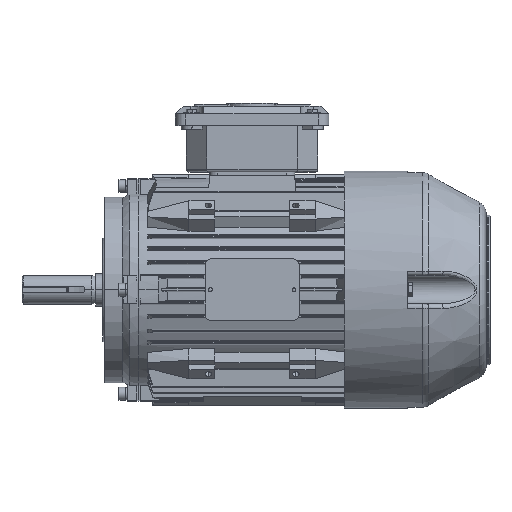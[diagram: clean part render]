
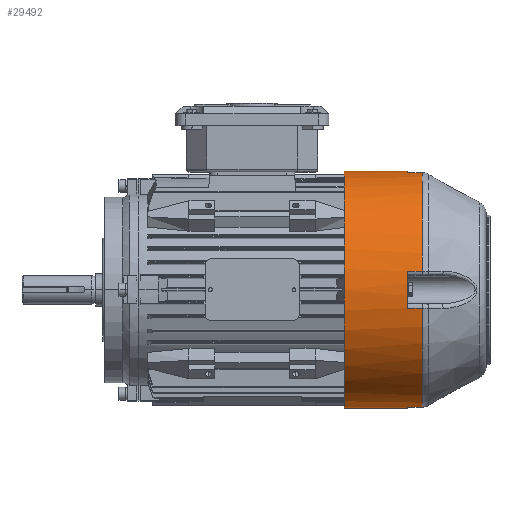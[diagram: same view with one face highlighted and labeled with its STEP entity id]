
A CAD part, top view. The second image highlights one B-rep face of the part: STEP entity #29492.
In plain terms, the highlighted cylindrical face has radius 92 mm (diameter 184 mm), a partial arc.
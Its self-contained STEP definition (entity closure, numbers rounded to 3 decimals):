
#29428 = EDGE_CURVE ( 'NONE', #29475, #29430, #84403, .T. ) ;
#29430 = VERTEX_POINT ( 'NONE', #84398 ) ;
#29432 = ORIENTED_EDGE ( 'NONE', *, *, #29435, .T. ) ;
#29435 = EDGE_CURVE ( 'NONE', #29430, #29437, #84397, .T. ) ;
#29437 = VERTEX_POINT ( 'NONE', #84393 ) ;
#29439 = ORIENTED_EDGE ( 'NONE', *, *, #29440, .T. ) ;
#29440 = EDGE_CURVE ( 'NONE', #29437, #29441, #84392, .T. ) ;
#29441 = VERTEX_POINT ( 'NONE', #84387 ) ;
#29442 = ORIENTED_EDGE ( 'NONE', *, *, #29444, .T. ) ;
#29444 = EDGE_CURVE ( 'NONE', #29441, #29446, #84386, .T. ) ;
#29446 = VERTEX_POINT ( 'NONE', #84382 ) ;
#29448 = ORIENTED_EDGE ( 'NONE', *, *, #29450, .T. ) ;
#29450 = EDGE_CURVE ( 'NONE', #29446, #29453, #84443, .T. ) ;
#29453 = VERTEX_POINT ( 'NONE', #84438 ) ;
#29454 = ORIENTED_EDGE ( 'NONE', *, *, #29543, .T. ) ;
#29455 = VERTEX_POINT ( 'NONE', #84437 ) ;
#29456 = ORIENTED_EDGE ( 'NONE', *, *, #29457, .F. ) ;
#29457 = EDGE_CURVE ( 'NONE', #29459, #29455, #84436, .T. ) ;
#29459 = VERTEX_POINT ( 'NONE', #84431 ) ;
#29461 = ORIENTED_EDGE ( 'NONE', *, *, #29464, .F. ) ;
#29464 = EDGE_CURVE ( 'NONE', #29465, #29459, #84430, .T. ) ;
#29465 = VERTEX_POINT ( 'NONE', #84426 ) ;
#29466 = ORIENTED_EDGE ( 'NONE', *, *, #29467, .T. ) ;
#29467 = EDGE_CURVE ( 'NONE', #29465, #29468, #84425, .T. ) ;
#29468 = VERTEX_POINT ( 'NONE', #84420 ) ;
#29470 = ORIENTED_EDGE ( 'NONE', *, *, #29472, .T. ) ;
#29472 = EDGE_CURVE ( 'NONE', #29468, #29475, #84419, .T. ) ;
#29475 = VERTEX_POINT ( 'NONE', #84415 ) ;
#29477 = ORIENTED_EDGE ( 'NONE', *, *, #29428, .T. ) ;
#29492 = ADVANCED_FACE ( 'NONE', ( #84504 ), #84502, .T. ) ;
#29493 = EDGE_LOOP ( 'NONE', ( #29494, #29498, #29456, #29461, #29466, #29470, #29477, #29432, #29439, #29442, #29448, #29454 ) ) ;
#29494 = ORIENTED_EDGE ( 'NONE', *, *, #29495, .T. ) ;
#29495 = EDGE_CURVE ( 'NONE', #29496, #29497, #84503, .T. ) ;
#29496 = VERTEX_POINT ( 'NONE', #84493 ) ;
#29497 = VERTEX_POINT ( 'NONE', #84492 ) ;
#29498 = ORIENTED_EDGE ( 'NONE', *, *, #29499, .T. ) ;
#29499 = EDGE_CURVE ( 'NONE', #29497, #29455, #84491, .T. ) ;
#29543 = EDGE_CURVE ( 'NONE', #29453, #29496, #84593, .T. ) ;
#84382 = CARTESIAN_POINT ( 'NONE',  ( 60.555, 90.855, -14.472 ) ) ;
#84383 = DIRECTION ( 'NONE',  ( 1., 0., 0. ) ) ;
#84384 = VECTOR ( 'NONE', #84383, 1000. ) ;
#84385 = CARTESIAN_POINT ( 'NONE',  ( 0., 90.855, -14.472 ) ) ;
#84386 = LINE ( 'NONE', #84385, #84384 ) ;
#84387 = CARTESIAN_POINT ( 'NONE',  ( 49., 90.855, -14.472 ) ) ;
#84388 = DIRECTION ( 'NONE',  ( 0., 0., 1. ) ) ;
#84389 = DIRECTION ( 'NONE',  ( -1., 0., 0. ) ) ;
#84390 = CARTESIAN_POINT ( 'NONE',  ( 49., 0., 0. ) ) ;
#84391 = AXIS2_PLACEMENT_3D ( 'NONE', #84390, #84389, #84388 ) ;
#84392 = CIRCLE ( 'NONE', #84391, 92. ) ;
#84393 = CARTESIAN_POINT ( 'NONE',  ( 49., 90.855, 14.472 ) ) ;
#84394 = DIRECTION ( 'NONE',  ( -1., 0., 0. ) ) ;
#84395 = VECTOR ( 'NONE', #84394, 1000. ) ;
#84396 = CARTESIAN_POINT ( 'NONE',  ( 0., 90.855, 14.472 ) ) ;
#84397 = LINE ( 'NONE', #84396, #84395 ) ;
#84398 = CARTESIAN_POINT ( 'NONE',  ( 60.555, 90.855, 14.472 ) ) ;
#84399 = DIRECTION ( 'NONE',  ( 0., 0., 1. ) ) ;
#84400 = DIRECTION ( 'NONE',  ( -1., 0., 0. ) ) ;
#84401 = CARTESIAN_POINT ( 'NONE',  ( 60.555, 0., 0. ) ) ;
#84402 = AXIS2_PLACEMENT_3D ( 'NONE', #84401, #84400, #84399 ) ;
#84403 = CIRCLE ( 'NONE', #84402, 92. ) ;
#84415 = CARTESIAN_POINT ( 'NONE',  ( 60.555, 14.472, 90.855 ) ) ;
#84416 = DIRECTION ( 'NONE',  ( 1., 0., 0. ) ) ;
#84417 = VECTOR ( 'NONE', #84416, 1000. ) ;
#84418 = CARTESIAN_POINT ( 'NONE',  ( 0., 14.472, 90.855 ) ) ;
#84419 = LINE ( 'NONE', #84418, #84417 ) ;
#84420 = CARTESIAN_POINT ( 'NONE',  ( 49., 14.472, 90.855 ) ) ;
#84421 = DIRECTION ( 'NONE',  ( 0., 0., 1. ) ) ;
#84422 = DIRECTION ( 'NONE',  ( -1., 0., 0. ) ) ;
#84423 = CARTESIAN_POINT ( 'NONE',  ( 49., 0., 0. ) ) ;
#84424 = AXIS2_PLACEMENT_3D ( 'NONE', #84423, #84422, #84421 ) ;
#84425 = CIRCLE ( 'NONE', #84424, 92. ) ;
#84426 = CARTESIAN_POINT ( 'NONE',  ( 49., 0., 92. ) ) ;
#84427 = DIRECTION ( 'NONE',  ( -1., 0., 0. ) ) ;
#84428 = VECTOR ( 'NONE', #84427, 1000. ) ;
#84429 = CARTESIAN_POINT ( 'NONE',  ( 0., 0., 92. ) ) ;
#84430 = LINE ( 'NONE', #84429, #84428 ) ;
#84431 = CARTESIAN_POINT ( 'NONE',  ( 0., 0., 92. ) ) ;
#84432 = DIRECTION ( 'NONE',  ( 0., 0., 1. ) ) ;
#84433 = DIRECTION ( 'NONE',  ( -1., 0., 0. ) ) ;
#84434 = CARTESIAN_POINT ( 'NONE',  ( 0., 0., 0. ) ) ;
#84435 = AXIS2_PLACEMENT_3D ( 'NONE', #84434, #84433, #84432 ) ;
#84436 = CIRCLE ( 'NONE', #84435, 92. ) ;
#84437 = CARTESIAN_POINT ( 'NONE',  ( 0., 0., -92. ) ) ;
#84438 = CARTESIAN_POINT ( 'NONE',  ( 60.555, 14.472, -90.855 ) ) ;
#84439 = DIRECTION ( 'NONE',  ( 0., 0., 1. ) ) ;
#84440 = DIRECTION ( 'NONE',  ( -1., 0., 0. ) ) ;
#84441 = CARTESIAN_POINT ( 'NONE',  ( 60.555, 0., 0. ) ) ;
#84442 = AXIS2_PLACEMENT_3D ( 'NONE', #84441, #84440, #84439 ) ;
#84443 = CIRCLE ( 'NONE', #84442, 92. ) ;
#84488 = DIRECTION ( 'NONE',  ( -1., 0., 0. ) ) ;
#84489 = VECTOR ( 'NONE', #84488, 1000. ) ;
#84490 = CARTESIAN_POINT ( 'NONE',  ( 0., 0., -92. ) ) ;
#84491 = LINE ( 'NONE', #84490, #84489 ) ;
#84492 = CARTESIAN_POINT ( 'NONE',  ( 49., 0., -92. ) ) ;
#84493 = CARTESIAN_POINT ( 'NONE',  ( 49., 14.472, -90.855 ) ) ;
#84494 = DIRECTION ( 'NONE',  ( 0., 0., 1. ) ) ;
#84495 = DIRECTION ( 'NONE',  ( -1., 0., 0. ) ) ;
#84496 = CARTESIAN_POINT ( 'NONE',  ( 49., 0., 0. ) ) ;
#84497 = AXIS2_PLACEMENT_3D ( 'NONE', #84496, #84495, #84494 ) ;
#84498 = DIRECTION ( 'NONE',  ( 0., 0., 1. ) ) ;
#84499 = DIRECTION ( 'NONE',  ( -1., 0., 0. ) ) ;
#84500 = CARTESIAN_POINT ( 'NONE',  ( 0., 0., 0. ) ) ;
#84501 = AXIS2_PLACEMENT_3D ( 'NONE', #84500, #84499, #84498 ) ;
#84502 = CYLINDRICAL_SURFACE ( 'NONE', #84501, 92. ) ;
#84503 = CIRCLE ( 'NONE', #84497, 92. ) ;
#84504 = FACE_OUTER_BOUND ( 'NONE', #29493, .T. ) ;
#84590 = DIRECTION ( 'NONE',  ( -1., 0., 0. ) ) ;
#84591 = VECTOR ( 'NONE', #84590, 1000. ) ;
#84592 = CARTESIAN_POINT ( 'NONE',  ( 0., 14.472, -90.855 ) ) ;
#84593 = LINE ( 'NONE', #84592, #84591 ) ;
